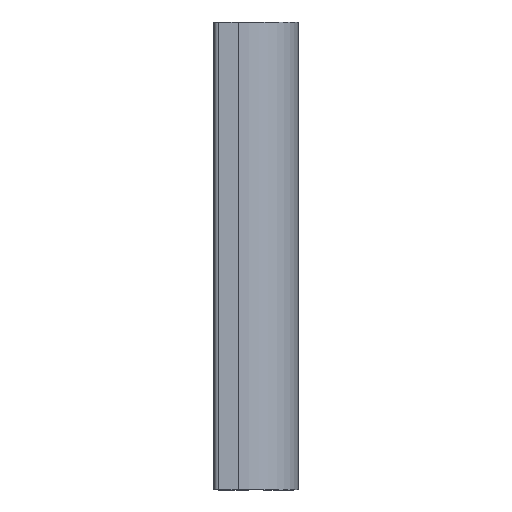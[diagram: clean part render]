
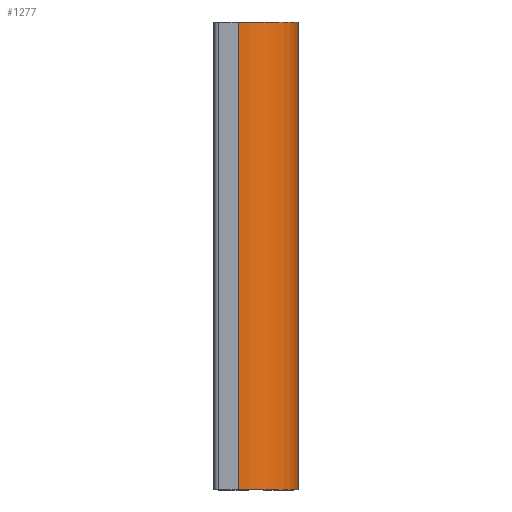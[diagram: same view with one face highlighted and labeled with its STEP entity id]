
A CAD part, top view. The second image highlights one B-rep face of the part: STEP entity #1277.
In plain terms, the highlighted cylindrical face has radius 32 mm (diameter 64 mm), a partial arc.
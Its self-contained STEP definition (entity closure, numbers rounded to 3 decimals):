
#55=CIRCLE('',#1389,32.);
#56=CIRCLE('',#1390,32.);
#74=CYLINDRICAL_SURFACE('',#1388,32.);
#135=FACE_OUTER_BOUND('',#198,.T.);
#198=EDGE_LOOP('',(#1046,#1047,#1048,#1049));
#263=LINE('',#1896,#410);
#353=LINE('',#2103,#500);
#410=VECTOR('',#1543,10.);
#500=VECTOR('',#1729,10.);
#551=VERTEX_POINT('',#1892);
#553=VERTEX_POINT('',#1895);
#621=VERTEX_POINT('',#2099);
#622=VERTEX_POINT('',#2101);
#699=EDGE_CURVE('',#551,#553,#263,.T.);
#803=EDGE_CURVE('',#621,#622,#353,.T.);
#804=EDGE_CURVE('',#551,#621,#55,.T.);
#805=EDGE_CURVE('',#553,#622,#56,.T.);
#1046=ORIENTED_EDGE('',*,*,#804,.T.);
#1047=ORIENTED_EDGE('',*,*,#803,.T.);
#1048=ORIENTED_EDGE('',*,*,#805,.F.);
#1049=ORIENTED_EDGE('',*,*,#699,.F.);
#1277=ADVANCED_FACE('',(#135),#74,.T.);
#1388=AXIS2_PLACEMENT_3D('',#2104,#1730,#1731);
#1389=AXIS2_PLACEMENT_3D('',#2105,#1732,#1733);
#1390=AXIS2_PLACEMENT_3D('',#2106,#1734,#1735);
#1543=DIRECTION('',(0.,1.,0.));
#1729=DIRECTION('',(0.,1.,0.));
#1730=DIRECTION('center_axis',(0.,1.,0.));
#1731=DIRECTION('ref_axis',(0.,0.,1.));
#1732=DIRECTION('center_axis',(0.,1.,0.));
#1733=DIRECTION('ref_axis',(0.,0.,1.));
#1734=DIRECTION('center_axis',(0.,1.,0.));
#1735=DIRECTION('ref_axis',(0.,0.,1.));
#1892=CARTESIAN_POINT('',(13.,0.,45.));
#1895=CARTESIAN_POINT('',(13.,250.,45.));
#1896=CARTESIAN_POINT('',(13.,0.,45.));
#2099=CARTESIAN_POINT('',(45.,0.,13.));
#2101=CARTESIAN_POINT('',(45.,250.,13.));
#2103=CARTESIAN_POINT('',(45.,0.,13.));
#2104=CARTESIAN_POINT('Origin',(13.,0.,13.));
#2105=CARTESIAN_POINT('Origin',(13.,0.,13.));
#2106=CARTESIAN_POINT('Origin',(13.,250.,13.));
